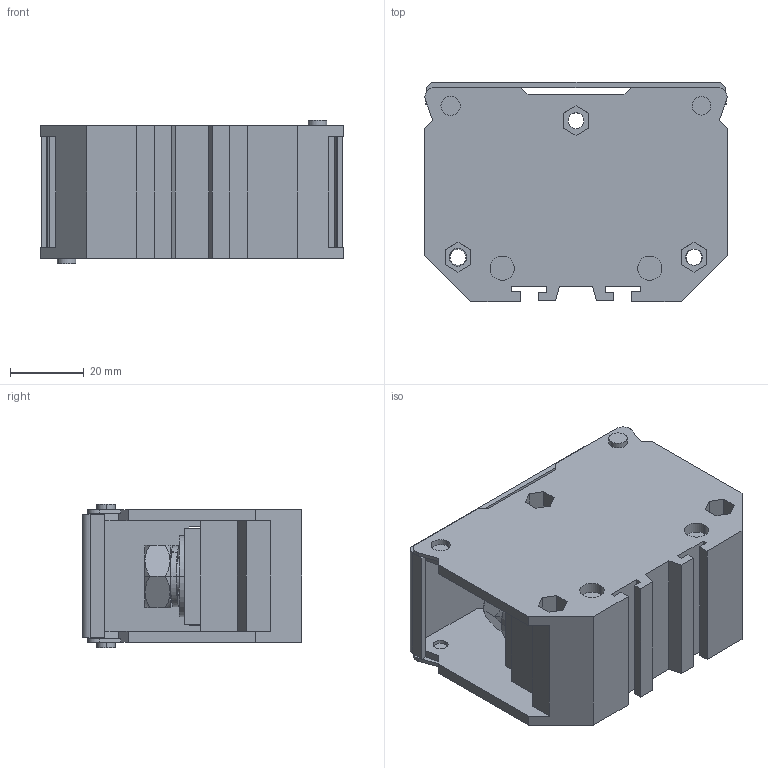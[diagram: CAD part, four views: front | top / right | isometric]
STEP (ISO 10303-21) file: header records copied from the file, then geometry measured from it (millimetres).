
FILE_DESCRIPTION((''),'2;1');
FILE_NAME('ASM0001_ASM','2024-07-03T',('dell'),(''),'PRO/ENGINEER BY PARAMETRIC TECHNOLOGY CORPORATION, 2013230','PRO/ENGINEER BY PARAMETRIC TECHNOLOGY CORPORATION, 2013230','');
FILE_SCHEMA(('AUTOMOTIVE_DESIGN { 1 0 10303 214 1 1 1 1 }'));
Length unit declared in the file: millimetre
Products named in the file (1): ASM0001_ASM
Bounding box: 82 x 59.4 x 39 mm (x, y, z)
Volume: 64631.2 mm3; surface area: 51527 mm2
Topology: 2 solids, 7 shells, 507 faces, 1376 edges, 890 vertices
Faces by surface type: plane 321, cylinder 104, cone 36, bspline 36, sphere 6, torus 4
Entity records: 18953 total; most frequent: CARTESIAN_POINT 6206, ORIENTED_EDGE 2736, DIRECTION 2465, EDGE_CURVE 1368, VECTOR 955, LINE 955, VERTEX_POINT 890, AXIS2_PLACEMENT_3D 755
